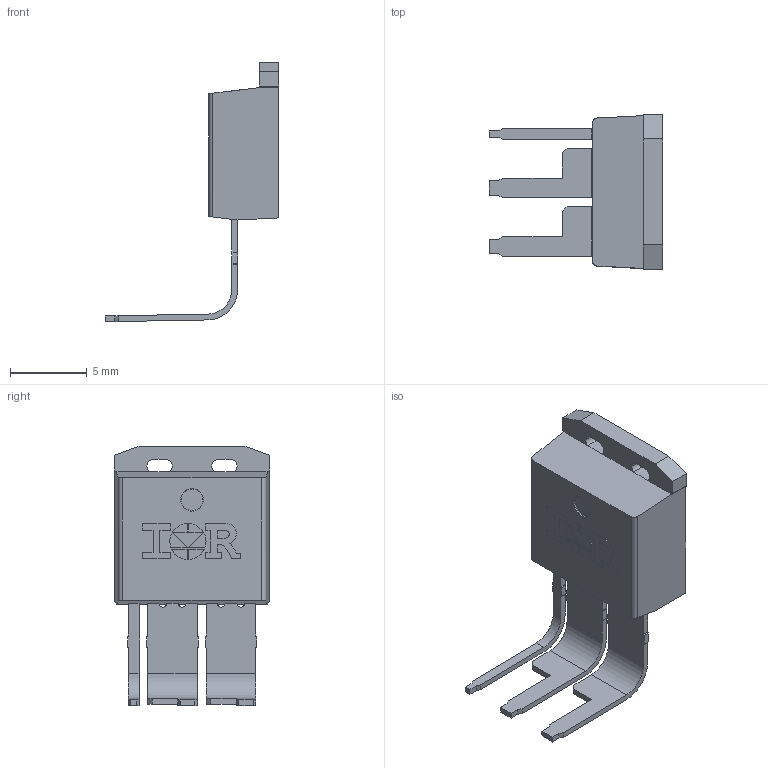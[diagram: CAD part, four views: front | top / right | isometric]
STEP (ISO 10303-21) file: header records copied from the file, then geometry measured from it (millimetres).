
FILE_DESCRIPTION(/* description */ (''),/* implementation_level */ '2;1');
FILE_NAME(/* name */ 'PG-TO262-3-5_Z8B00240276_V02_3D.stp',/* time_stamp */ '2025-04-02T16:34:07+05:30',/* author */ ('sivamani'),/* organization */ (''),/* preprocessor_version */ 'ST-DEVELOPER v19.2',/* originating_system */ 'AutoCAD Mechanical',/* authorisation */ '');
FILE_SCHEMA (('AUTOMOTIVE_DESIGN { 1 0 10303 214 3 1 1 }'));
Length unit declared in the file: millimetre
Products named in the file (1): Product
Bounding box: 11.31 x 10.16 x 16.94 mm (x, y, z)
Volume: 426.1 mm3; surface area: 709.4 mm2
Topology: 11 solids, 11 shells, 221 faces, 586 edges, 388 vertices
Faces by surface type: plane 157, cylinder 62, torus 2
Entity records: 6874 total; most frequent: CARTESIAN_POINT 1196, ORIENTED_EDGE 1172, DIRECTION 1166, EDGE_CURVE 586, LINE 450, VECTOR 450, VERTEX_POINT 388, AXIS2_PLACEMENT_3D 358
